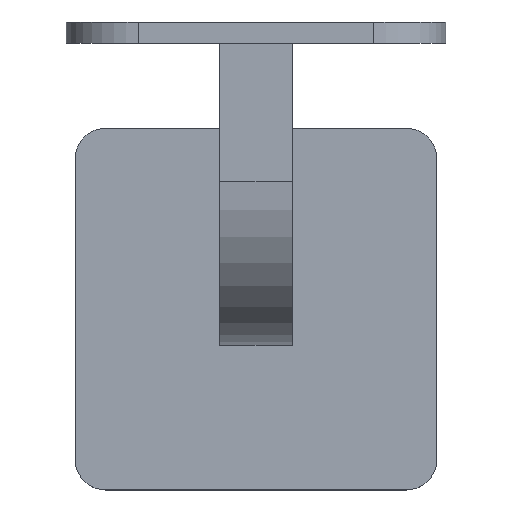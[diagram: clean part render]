
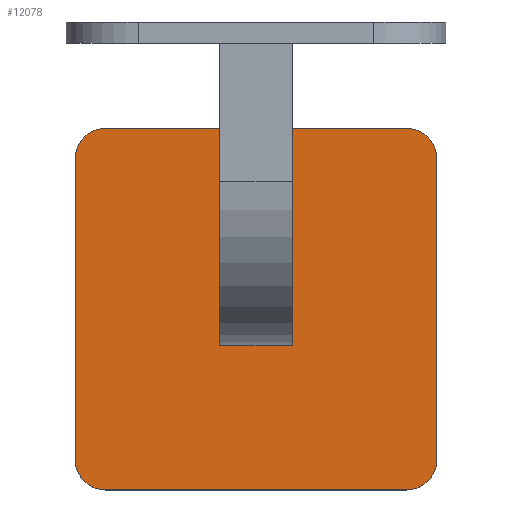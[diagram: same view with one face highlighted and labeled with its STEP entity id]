
A CAD part, top view. The second image highlights one B-rep face of the part: STEP entity #12078.
In plain terms, the highlighted planar face has unit normal (0, 0, 1).
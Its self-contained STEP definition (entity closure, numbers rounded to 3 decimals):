
#23 = EDGE_CURVE ( 'NONE', #8039, #13266, #18084, .T. ) ;
#244 = DIRECTION ( 'NONE',  ( 0., -1., 0. ) ) ;
#478 = ORIENTED_EDGE ( 'NONE', *, *, #14227, .F. ) ;
#702 = DIRECTION ( 'NONE',  ( 0., 1., 0. ) ) ;
#849 = ORIENTED_EDGE ( 'NONE', *, *, #9770, .T. ) ;
#936 = CARTESIAN_POINT ( 'NONE',  ( 5., 60., 11.5 ) ) ;
#946 = VECTOR ( 'NONE', #702, 1000. ) ;
#1104 = VERTEX_POINT ( 'NONE', #7857 ) ;
#1151 = CARTESIAN_POINT ( 'NONE',  ( 55., 60., 11.5 ) ) ;
#1209 = AXIS2_PLACEMENT_3D ( 'NONE', #12532, #3721, #14014 ) ;
#1355 = DIRECTION ( 'NONE',  ( -1., 0., 0. ) ) ;
#1563 = ORIENTED_EDGE ( 'NONE', *, *, #13578, .T. ) ;
#1730 = CARTESIAN_POINT ( 'NONE',  ( 5., 5., 11.5 ) ) ;
#1912 = CARTESIAN_POINT ( 'NONE',  ( 36., 36., 11.5 ) ) ;
#2171 = VERTEX_POINT ( 'NONE', #3811 ) ;
#2257 = EDGE_CURVE ( 'NONE', #16161, #16582, #3551, .T. ) ;
#2328 = CARTESIAN_POINT ( 'NONE',  ( 55., 55., 11.5 ) ) ;
#2375 = ORIENTED_EDGE ( 'NONE', *, *, #8280, .F. ) ;
#3076 = CARTESIAN_POINT ( 'NONE',  ( 24., 24., 11.5 ) ) ;
#3257 = DIRECTION ( 'NONE',  ( 0., 0., 1. ) ) ;
#3293 = CARTESIAN_POINT ( 'NONE',  ( 0., 5., 11.5 ) ) ;
#3551 = CIRCLE ( 'NONE', #6936, 5. ) ;
#3721 = DIRECTION ( 'NONE',  ( 0., 0., 1. ) ) ;
#3811 = CARTESIAN_POINT ( 'NONE',  ( 24., 24., 11.5 ) ) ;
#4231 = FACE_OUTER_BOUND ( 'NONE', #13844, .T. ) ;
#4256 = DIRECTION ( 'NONE',  ( 1., 0., 0. ) ) ;
#4326 = VECTOR ( 'NONE', #10316, 1000. ) ;
#4630 = VECTOR ( 'NONE', #4256, 1000. ) ;
#4677 = DIRECTION ( 'NONE',  ( -1., 0., 0. ) ) ;
#4877 = LINE ( 'NONE', #11574, #4630 ) ;
#5182 = ORIENTED_EDGE ( 'NONE', *, *, #11272, .T. ) ;
#5561 = CARTESIAN_POINT ( 'NONE',  ( 5., 60., 11.5 ) ) ;
#5572 = CARTESIAN_POINT ( 'NONE',  ( 0., 5., 11.5 ) ) ;
#5996 = LINE ( 'NONE', #3076, #16136 ) ;
#6039 = ORIENTED_EDGE ( 'NONE', *, *, #12413, .T. ) ;
#6301 = DIRECTION ( 'NONE',  ( 0., 0., 1. ) ) ;
#6563 = EDGE_CURVE ( 'NONE', #8752, #10512, #9914, .T. ) ;
#6936 = AXIS2_PLACEMENT_3D ( 'NONE', #15976, #17183, #12874 ) ;
#7080 = ORIENTED_EDGE ( 'NONE', *, *, #10030, .F. ) ;
#7643 = DIRECTION ( 'NONE',  ( 1., 0., 0. ) ) ;
#7857 = CARTESIAN_POINT ( 'NONE',  ( 55., 0., 11.5 ) ) ;
#8039 = VERTEX_POINT ( 'NONE', #1912 ) ;
#8269 = VERTEX_POINT ( 'NONE', #15918 ) ;
#8280 = EDGE_CURVE ( 'NONE', #8269, #8039, #10084, .T. ) ;
#8281 = ORIENTED_EDGE ( 'NONE', *, *, #16252, .T. ) ;
#8311 = VECTOR ( 'NONE', #1355, 1000. ) ;
#8573 = CARTESIAN_POINT ( 'NONE',  ( 36., 24., 11.5 ) ) ;
#8639 = DIRECTION ( 'NONE',  ( 0., -1., 0. ) ) ;
#8670 = VERTEX_POINT ( 'NONE', #1151 ) ;
#8696 = EDGE_LOOP ( 'NONE', ( #478, #12879, #2375, #7080 ) ) ;
#8752 = VERTEX_POINT ( 'NONE', #14658 ) ;
#8811 = ORIENTED_EDGE ( 'NONE', *, *, #2257, .T. ) ;
#8853 = AXIS2_PLACEMENT_3D ( 'NONE', #1730, #6301, #7643 ) ;
#9113 = CARTESIAN_POINT ( 'NONE',  ( 55., 5., 11.5 ) ) ;
#9537 = CIRCLE ( 'NONE', #1209, 5. ) ;
#9712 = CARTESIAN_POINT ( 'NONE',  ( 60., 5., 11.5 ) ) ;
#9770 = EDGE_CURVE ( 'NONE', #13949, #16161, #16731, .T. ) ;
#9774 = CARTESIAN_POINT ( 'NONE',  ( 5., 0., 11.5 ) ) ;
#9820 = VECTOR ( 'NONE', #8639, 1000. ) ;
#9850 = CARTESIAN_POINT ( 'NONE',  ( 36., 24., 11.5 ) ) ;
#9914 = LINE ( 'NONE', #9712, #946 ) ;
#10030 = EDGE_CURVE ( 'NONE', #2171, #8269, #15330, .T. ) ;
#10039 = VECTOR ( 'NONE', #14087, 1000. ) ;
#10084 = LINE ( 'NONE', #8573, #4326 ) ;
#10316 = DIRECTION ( 'NONE',  ( 0., 1., 0. ) ) ;
#10462 = FACE_BOUND ( 'NONE', #8696, .T. ) ;
#10512 = VERTEX_POINT ( 'NONE', #18781 ) ;
#11182 = CARTESIAN_POINT ( 'NONE',  ( 0., 55., 11.5 ) ) ;
#11252 = DIRECTION ( 'NONE',  ( 1., 0., 0. ) ) ;
#11272 = EDGE_CURVE ( 'NONE', #1104, #8752, #14172, .T. ) ;
#11574 = CARTESIAN_POINT ( 'NONE',  ( 5., 0., 11.5 ) ) ;
#12078 = ADVANCED_FACE ( 'NONE', ( #4231, #10462 ), #16473, .T. ) ;
#12413 = EDGE_CURVE ( 'NONE', #18639, #13949, #9537, .T. ) ;
#12532 = CARTESIAN_POINT ( 'NONE',  ( 5., 55., 11.5 ) ) ;
#12750 = CIRCLE ( 'NONE', #13098, 5. ) ;
#12874 = DIRECTION ( 'NONE',  ( 1., 0., 0. ) ) ;
#12879 = ORIENTED_EDGE ( 'NONE', *, *, #23, .F. ) ;
#12908 = LINE ( 'NONE', #5561, #8311 ) ;
#12994 = ORIENTED_EDGE ( 'NONE', *, *, #6563, .T. ) ;
#13098 = AXIS2_PLACEMENT_3D ( 'NONE', #2328, #13971, #17114 ) ;
#13266 = VERTEX_POINT ( 'NONE', #16322 ) ;
#13578 = EDGE_CURVE ( 'NONE', #16582, #1104, #4877, .T. ) ;
#13628 = EDGE_CURVE ( 'NONE', #8670, #18639, #12908, .T. ) ;
#13844 = EDGE_LOOP ( 'NONE', ( #8811, #1563, #5182, #12994, #8281, #14992, #6039, #849 ) ) ;
#13949 = VERTEX_POINT ( 'NONE', #11182 ) ;
#13971 = DIRECTION ( 'NONE',  ( 0., 0., 1. ) ) ;
#14014 = DIRECTION ( 'NONE',  ( 1., 0., 0. ) ) ;
#14024 = CARTESIAN_POINT ( 'NONE',  ( 24., 36., 11.5 ) ) ;
#14087 = DIRECTION ( 'NONE',  ( -1., 0., 0. ) ) ;
#14172 = CIRCLE ( 'NONE', #18448, 5. ) ;
#14227 = EDGE_CURVE ( 'NONE', #13266, #2171, #5996, .T. ) ;
#14658 = CARTESIAN_POINT ( 'NONE',  ( 60., 5., 11.5 ) ) ;
#14992 = ORIENTED_EDGE ( 'NONE', *, *, #13628, .T. ) ;
#15330 = LINE ( 'NONE', #9850, #19000 ) ;
#15918 = CARTESIAN_POINT ( 'NONE',  ( 36., 24., 11.5 ) ) ;
#15976 = CARTESIAN_POINT ( 'NONE',  ( 5., 5., 11.5 ) ) ;
#16136 = VECTOR ( 'NONE', #244, 1000. ) ;
#16161 = VERTEX_POINT ( 'NONE', #3293 ) ;
#16252 = EDGE_CURVE ( 'NONE', #10512, #8670, #12750, .T. ) ;
#16322 = CARTESIAN_POINT ( 'NONE',  ( 24., 36., 11.5 ) ) ;
#16473 = PLANE ( 'NONE',  #8853 ) ;
#16582 = VERTEX_POINT ( 'NONE', #9774 ) ;
#16731 = LINE ( 'NONE', #5572, #9820 ) ;
#17114 = DIRECTION ( 'NONE',  ( -1., 0., 0. ) ) ;
#17183 = DIRECTION ( 'NONE',  ( 0., 0., 1. ) ) ;
#18084 = LINE ( 'NONE', #14024, #10039 ) ;
#18448 = AXIS2_PLACEMENT_3D ( 'NONE', #9113, #3257, #4677 ) ;
#18639 = VERTEX_POINT ( 'NONE', #936 ) ;
#18781 = CARTESIAN_POINT ( 'NONE',  ( 60., 55., 11.5 ) ) ;
#19000 = VECTOR ( 'NONE', #11252, 1000. ) ;
